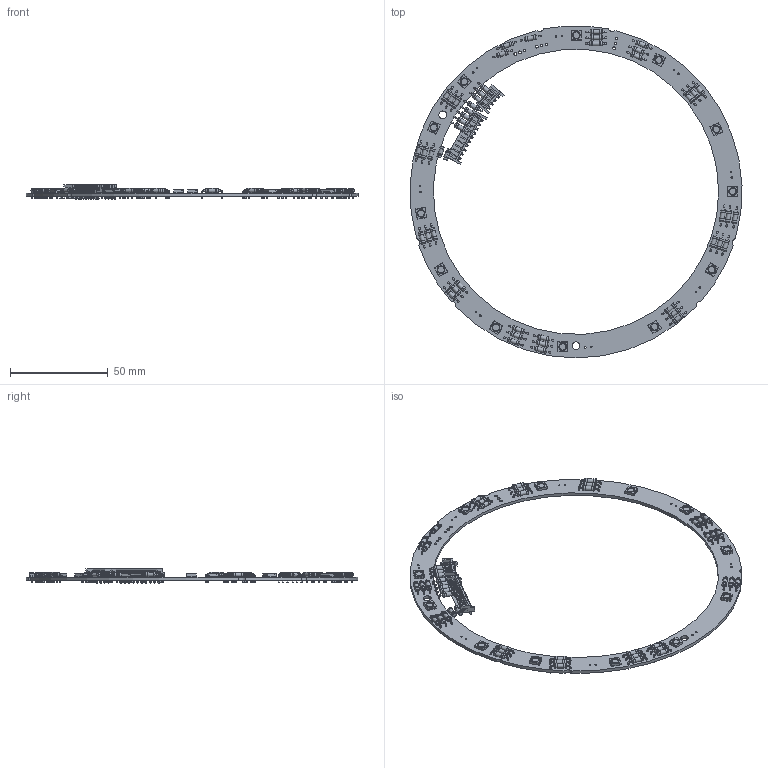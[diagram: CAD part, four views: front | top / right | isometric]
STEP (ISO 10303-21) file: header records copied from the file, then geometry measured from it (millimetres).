
FILE_DESCRIPTION(('KiCad electronic assembly'),'2;1');
FILE_NAME('onder.step','2024-10-22T15:20:12',('Pcbnew'),('Kicad'), 'Open CASCADE STEP processor 7.8','KiCad to STEP converter','Unknown' );
FILE_SCHEMA(('AUTOMOTIVE_DESIGN { 1 0 10303 214 1 1 1 1 }'));
Length unit declared in the file: millimetre
Products named in the file (12): onder 1; LED_RGB_5050-6; LED_RGB_5050_6; R_Axial_DIN0207_L6.3mm_D2.5mm_P10.16mm_Horizontal; R_Axial_DIN0207_L63mm_D25mm_P1016mm_Horizontal; D_MELF; D_MELF_Standard; JST_EH_S10B-EH_1x10_P2.50mm_Horizontal; JST_S10B_EH; JST_EH_S4B-EH_1x04_P2.50mm_Horizontal; JST_S4B_EH; _autosave-onder_PCB
Assembly tree (69 placements, depth 3):
  onder 1
    LED_RGB_5050-6  x12
      LED_RGB_5050_6
    R_Axial_DIN0207_L6.3mm_D2.5mm_P10.16mm_Horizontal  x47
      R_Axial_DIN0207_L63mm_D25mm_P1016mm_Horizontal
    D_MELF  x2
      D_MELF_Standard
    JST_EH_S10B-EH_1x10_P2.50mm_Horizontal
      JST_S10B_EH
    JST_EH_S4B-EH_1x04_P2.50mm_Horizontal
      JST_S4B_EH
    _autosave-onder_PCB
Bounding box: 169.88 x 169.82 x 7.4 mm (x, y, z)
Volume: 11615.3 mm3; surface area: 20036.5 mm2
Topology: 64 solids, 64 shells, 2615 faces, 6731 edges, 4336 vertices
Faces by surface type: plane 1408, cylinder 1003, torus 188, cone 12, revolution 4
Full cylindrical faces by diameter (mm): 0.6 x188, 0.8 x98, 1.38 x9, 2.1 x4, 2.12 x2, 2.2 x4, 2.25 x47, 2.5 x94, 3.333 x12, 4 x2
Entity records: 27638 total; most frequent: CARTESIAN_POINT 3987, DIRECTION 3955, ORIENTED_EDGE 3878, EDGE_CURVE 1939, LINE 1505, VECTOR 1505, VERTEX_POINT 1256, AXIS2_PLACEMENT_3D 1224
